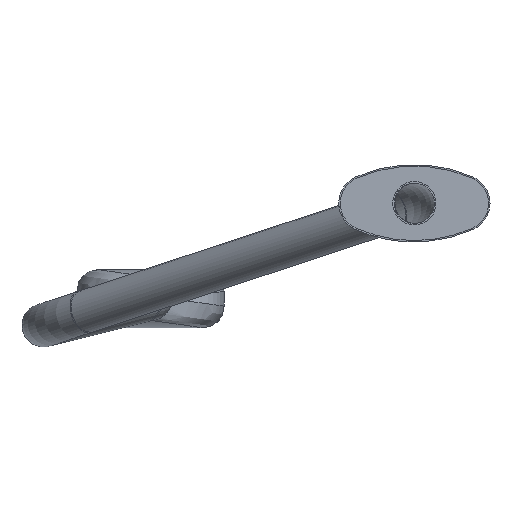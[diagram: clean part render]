
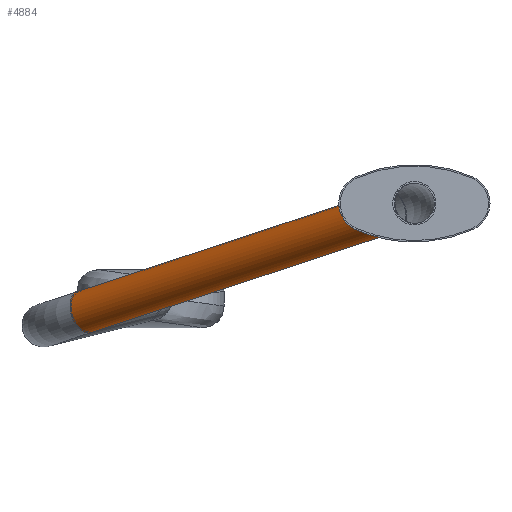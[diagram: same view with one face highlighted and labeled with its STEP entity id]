
A CAD part, left-side view. The second image highlights one B-rep face of the part: STEP entity #4884.
In plain terms, the highlighted cylindrical face has radius 30 mm (diameter 60 mm), a full revolution.
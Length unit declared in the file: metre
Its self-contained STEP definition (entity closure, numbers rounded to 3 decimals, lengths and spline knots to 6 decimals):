
#4500 = TOROIDAL_SURFACE('',#4501,0.08,0.03);
#4501 = AXIS2_PLACEMENT_3D('',#4502,#4503,#4504);
#4502 = CARTESIAN_POINT('',(-2.71969,0.090986,
    -0.025023));
#4503 = DIRECTION('',(0.,0.313,0.95));
#4504 = DIRECTION('',(0.605,0.756,-0.249));
#4524 = VERTEX_POINT('',#4525);
#4525 = CARTESIAN_POINT('',(-2.648517,0.048539,
    0.018955));
#4549 = EDGE_CURVE('',#4524,#4524,#4550,.T.);
#4550 = SURFACE_CURVE('',#4551,(#4556,#4562),.PCURVE_S2.);
#4551 = CIRCLE('',#4552,0.03);
#4552 = AXIS2_PLACEMENT_3D('',#4553,#4554,#4555);
#4553 = CARTESIAN_POINT('',(-2.655989,0.045018,
    -0.009885));
#4554 = DIRECTION('',(0.605,0.756,-0.249));
#4555 = DIRECTION('',(0.249,0.117,0.961));
#4556 = PCURVE('',#4500,#4557);
#4557 = DEFINITIONAL_REPRESENTATION('',(#4558),#4561);
#4558 = B_SPLINE_CURVE_WITH_KNOTS('',1,(#4559,#4560),.UNSPECIFIED.,.F.,
  .F.,(2,2),(0.,6.283185),.PIECEWISE_BEZIER_KNOTS.);
#4559 = CARTESIAN_POINT('',(4.712,-5.031));
#4560 = CARTESIAN_POINT('',(4.712,-11.314));
#4561 = ( GEOMETRIC_REPRESENTATION_CONTEXT(2) 
PARAMETRIC_REPRESENTATION_CONTEXT() REPRESENTATION_CONTEXT('2D SPACE',''
  ) );
#4562 = PCURVE('',#4563,#4568);
#4563 = CYLINDRICAL_SURFACE('',#4564,0.03);
#4564 = AXIS2_PLACEMENT_3D('',#4565,#4566,#4567);
#4565 = CARTESIAN_POINT('',(-2.655989,0.045018,
    -0.009885));
#4566 = DIRECTION('',(0.605,0.756,-0.249));
#4567 = DIRECTION('',(0.249,0.117,0.961));
#4568 = DEFINITIONAL_REPRESENTATION('',(#4569),#4573);
#4569 = LINE('',#4570,#4571);
#4570 = CARTESIAN_POINT('',(0.,0.));
#4571 = VECTOR('',#4572,1.);
#4572 = DIRECTION('',(1.,0.));
#4573 = ( GEOMETRIC_REPRESENTATION_CONTEXT(2) 
PARAMETRIC_REPRESENTATION_CONTEXT() REPRESENTATION_CONTEXT('2D SPACE',''
  ) );
#4884 = ADVANCED_FACE('',(#4885),#4563,.T.);
#4885 = FACE_BOUND('',#4886,.T.);
#4886 = EDGE_LOOP('',(#4887,#4888,#4910,#4936));
#4887 = ORIENTED_EDGE('',*,*,#4549,.T.);
#4888 = ORIENTED_EDGE('',*,*,#4889,.T.);
#4889 = EDGE_CURVE('',#4524,#4890,#4892,.T.);
#4890 = VERTEX_POINT('',#4891);
#4891 = CARTESIAN_POINT('',(-2.305848,0.476938,
    -0.122124));
#4892 = SEAM_CURVE('',#4893,(#4898,#4904),.PCURVE_S2.);
#4893 = B_SPLINE_CURVE_WITH_KNOTS('',3,(#4894,#4895,#4896,#4897),
  .UNSPECIFIED.,.F.,.F.,(4,4),(0.03969,0.606127),
  .PIECEWISE_BEZIER_KNOTS.);
#4894 = CARTESIAN_POINT('',(-2.648517,0.048539,
    0.018955));
#4895 = CARTESIAN_POINT('',(-2.534294,0.191338,
    -0.028071));
#4896 = CARTESIAN_POINT('',(-2.420071,0.334138,
    -0.075098));
#4897 = CARTESIAN_POINT('',(-2.305848,0.476938,
    -0.122124));
#4898 = PCURVE('',#4563,#4899);
#4899 = DEFINITIONAL_REPRESENTATION('',(#4900),#4903);
#4900 = B_SPLINE_CURVE_WITH_KNOTS('',1,(#4901,#4902),.UNSPECIFIED.,.F.,
  .F.,(2,2),(0.03969,0.606127),
  .PIECEWISE_BEZIER_KNOTS.);
#4901 = CARTESIAN_POINT('',(6.283,0.));
#4902 = CARTESIAN_POINT('',(6.283,0.566));
#4903 = ( GEOMETRIC_REPRESENTATION_CONTEXT(2) 
PARAMETRIC_REPRESENTATION_CONTEXT() REPRESENTATION_CONTEXT('2D SPACE',''
  ) );
#4904 = PCURVE('',#4563,#4905);
#4905 = DEFINITIONAL_REPRESENTATION('',(#4906),#4909);
#4906 = B_SPLINE_CURVE_WITH_KNOTS('',1,(#4907,#4908),.UNSPECIFIED.,.F.,
  .F.,(2,2),(0.03969,0.606127),
  .PIECEWISE_BEZIER_KNOTS.);
#4907 = CARTESIAN_POINT('',(0.,0.));
#4908 = CARTESIAN_POINT('',(0.,0.566));
#4909 = ( GEOMETRIC_REPRESENTATION_CONTEXT(2) 
PARAMETRIC_REPRESENTATION_CONTEXT() REPRESENTATION_CONTEXT('2D SPACE',''
  ) );
#4910 = ORIENTED_EDGE('',*,*,#4911,.F.);
#4911 = EDGE_CURVE('',#4890,#4890,#4912,.T.);
#4912 = SURFACE_CURVE('',#4913,(#4918,#4925),.PCURVE_S2.);
#4913 = CIRCLE('',#4914,0.03);
#4914 = AXIS2_PLACEMENT_3D('',#4915,#4916,#4917);
#4915 = CARTESIAN_POINT('',(-2.31332,0.473417,
    -0.150965));
#4916 = DIRECTION('',(0.605,0.756,-0.249));
#4917 = DIRECTION('',(0.249,0.117,0.961));
#4918 = PCURVE('',#4563,#4919);
#4919 = DEFINITIONAL_REPRESENTATION('',(#4920),#4924);
#4920 = LINE('',#4921,#4922);
#4921 = CARTESIAN_POINT('',(0.,0.566));
#4922 = VECTOR('',#4923,1.);
#4923 = DIRECTION('',(1.,0.));
#4924 = ( GEOMETRIC_REPRESENTATION_CONTEXT(2) 
PARAMETRIC_REPRESENTATION_CONTEXT() REPRESENTATION_CONTEXT('2D SPACE',''
  ) );
#4925 = PCURVE('',#4926,#4931);
#4926 = TOROIDAL_SURFACE('',#4927,0.15,0.03);
#4927 = AXIS2_PLACEMENT_3D('',#4928,#4929,#4930);
#4928 = CARTESIAN_POINT('',(-2.193881,0.387227,
    -0.122581));
#4929 = DIRECTION('',(0.,-0.313,-0.95
    ));
#4930 = DIRECTION('',(0.605,0.756,-0.249));
#4931 = DEFINITIONAL_REPRESENTATION('',(#4932),#4935);
#4932 = B_SPLINE_CURVE_WITH_KNOTS('',1,(#4933,#4934),.UNSPECIFIED.,.F.,
  .F.,(2,2),(0.,6.283185),.PIECEWISE_BEZIER_KNOTS.);
#4933 = CARTESIAN_POINT('',(4.712,-1.889));
#4934 = CARTESIAN_POINT('',(4.712,-8.172));
#4935 = ( GEOMETRIC_REPRESENTATION_CONTEXT(2) 
PARAMETRIC_REPRESENTATION_CONTEXT() REPRESENTATION_CONTEXT('2D SPACE',''
  ) );
#4936 = ORIENTED_EDGE('',*,*,#4889,.F.);
